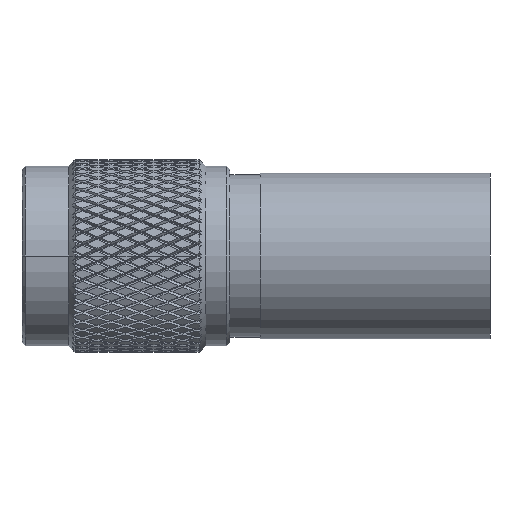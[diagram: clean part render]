
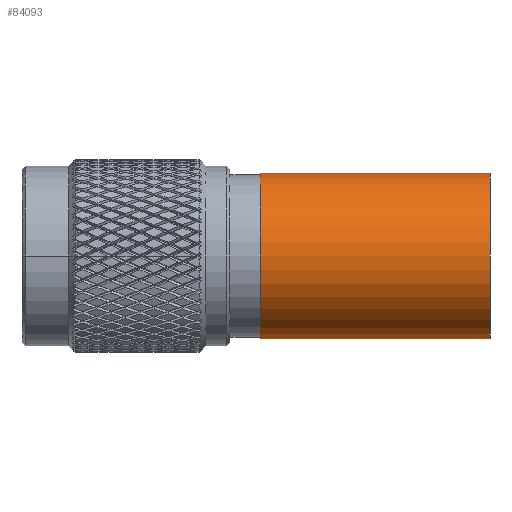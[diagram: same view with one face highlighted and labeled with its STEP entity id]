
A CAD part, front view. The second image highlights one B-rep face of the part: STEP entity #84093.
In plain terms, the highlighted cylindrical face has radius 6.25 mm (diameter 12.5 mm), a partial arc.
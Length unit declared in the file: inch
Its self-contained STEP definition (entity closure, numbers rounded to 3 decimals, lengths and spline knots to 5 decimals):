
#4913 = LINE ( 'NONE', #55713, #89408 ) ;
#6607 = FACE_OUTER_BOUND ( 'NONE', #96620, .T. ) ;
#7642 = CARTESIAN_POINT ( 'NONE',  ( 1.3875, 0., 0. ) ) ;
#9914 = CARTESIAN_POINT ( 'NONE',  ( 1.3875, 0., -0.24606 ) ) ;
#17084 = DIRECTION ( 'NONE',  ( 1., 0., 0. ) ) ;
#17636 = DIRECTION ( 'NONE',  ( 1., 0., 0. ) ) ;
#18331 = EDGE_CURVE ( 'NONE', #74029, #73044, #63849, .T. ) ;
#22040 = AXIS2_PLACEMENT_3D ( 'NONE', #25684, #17084, #25326 ) ;
#23206 = CYLINDRICAL_SURFACE ( 'NONE', #105693, 0.24606 ) ;
#25326 = DIRECTION ( 'NONE',  ( 0., 0., -1. ) ) ;
#25684 = CARTESIAN_POINT ( 'NONE',  ( 1.3875, 0., 0. ) ) ;
#25890 = ORIENTED_EDGE ( 'NONE', *, *, #43417, .T. ) ;
#29669 = DIRECTION ( 'NONE',  ( -1., 0., 0. ) ) ;
#33062 = DIRECTION ( 'NONE',  ( 0., 0., -1. ) ) ;
#35097 = CARTESIAN_POINT ( 'NONE',  ( 0.7065, 0., -0.24606 ) ) ;
#38038 = VERTEX_POINT ( 'NONE', #35097 ) ;
#39926 = EDGE_CURVE ( 'NONE', #73044, #38038, #95430, .T. ) ;
#43417 = EDGE_CURVE ( 'NONE', #50521, #38038, #92684, .T. ) ;
#50153 = CARTESIAN_POINT ( 'NONE',  ( 0.7065, 0., 0. ) ) ;
#50463 = AXIS2_PLACEMENT_3D ( 'NONE', #50153, #17636, #33062 ) ;
#50521 = VERTEX_POINT ( 'NONE', #99707 ) ;
#52838 = CARTESIAN_POINT ( 'NONE',  ( 1.3875, 0., -0.24606 ) ) ;
#55547 = DIRECTION ( 'NONE',  ( -1., 0., 0. ) ) ;
#55713 = CARTESIAN_POINT ( 'NONE',  ( 1.3875, 0., 0.24606 ) ) ;
#60672 = VECTOR ( 'NONE', #29669, 39.37008 ) ;
#63574 = DIRECTION ( 'NONE',  ( -1., 0., 0. ) ) ;
#63849 = CIRCLE ( 'NONE', #22040, 0.24606 ) ;
#73044 = VERTEX_POINT ( 'NONE', #9914 ) ;
#74029 = VERTEX_POINT ( 'NONE', #82477 ) ;
#74946 = ORIENTED_EDGE ( 'NONE', *, *, #39926, .F. ) ;
#75440 = EDGE_CURVE ( 'NONE', #74029, #50521, #4913, .T. ) ;
#79505 = ORIENTED_EDGE ( 'NONE', *, *, #18331, .F. ) ;
#82477 = CARTESIAN_POINT ( 'NONE',  ( 1.3875, 0., 0.24606 ) ) ;
#83592 = ORIENTED_EDGE ( 'NONE', *, *, #75440, .T. ) ;
#84093 = ADVANCED_FACE ( 'NONE', ( #6607 ), #23206, .T. ) ;
#89408 = VECTOR ( 'NONE', #63574, 39.37008 ) ;
#92684 = CIRCLE ( 'NONE', #50463, 0.24606 ) ;
#95430 = LINE ( 'NONE', #52838, #60672 ) ;
#96620 = EDGE_LOOP ( 'NONE', ( #74946, #79505, #83592, #25890 ) ) ;
#97819 = DIRECTION ( 'NONE',  ( 0., 0., 1. ) ) ;
#99707 = CARTESIAN_POINT ( 'NONE',  ( 0.7065, 0., 0.24606 ) ) ;
#105693 = AXIS2_PLACEMENT_3D ( 'NONE', #7642, #55547, #97819 ) ;
